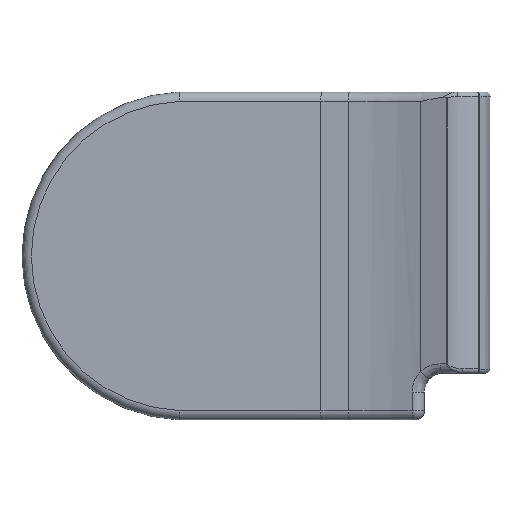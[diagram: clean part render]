
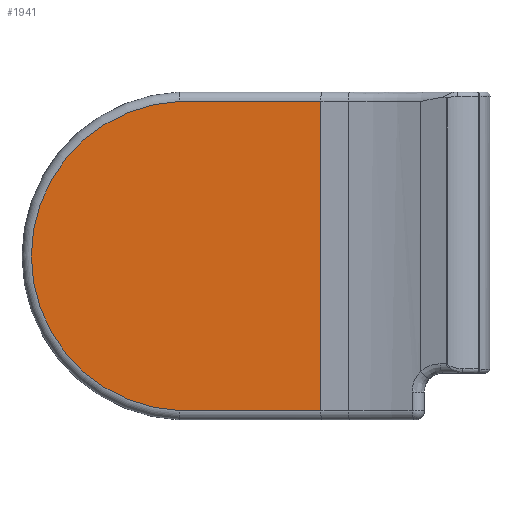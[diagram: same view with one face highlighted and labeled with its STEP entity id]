
A CAD part, left-side view. The second image highlights one B-rep face of the part: STEP entity #1941.
In plain terms, the highlighted planar face has unit normal (-1, 0, 0).
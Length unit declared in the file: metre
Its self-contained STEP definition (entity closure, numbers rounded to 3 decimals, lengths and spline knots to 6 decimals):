
#151=PLANE('',#2134);
#205=CIRCLE('',#2135,0.016515);
#447=ORIENTED_EDGE('',*,*,#1034,.T.);
#448=ORIENTED_EDGE('',*,*,#1035,.T.);
#449=ORIENTED_EDGE('',*,*,#1036,.F.);
#450=ORIENTED_EDGE('',*,*,#1037,.T.);
#1034=EDGE_CURVE('',#1324,#1325,#205,.T.);
#1035=EDGE_CURVE('',#1325,#1326,#1446,.F.);
#1036=EDGE_CURVE('',#1327,#1326,#1447,.T.);
#1037=EDGE_CURVE('',#1327,#1324,#1448,.T.);
#1324=VERTEX_POINT('',#3363);
#1325=VERTEX_POINT('',#3364);
#1326=VERTEX_POINT('',#3366);
#1327=VERTEX_POINT('',#3368);
#1446=LINE('',#3365,#1549);
#1447=LINE('',#3367,#1550);
#1448=LINE('',#3369,#1551);
#1549=VECTOR('',#2529,1.);
#1550=VECTOR('',#2530,1.);
#1551=VECTOR('',#2531,1.);
#1627=EDGE_LOOP('',(#447,#448,#449,#450));
#1761=FACE_BOUND('',#1627,.T.);
#1941=ADVANCED_FACE('',(#1761),#151,.T.);
#2134=AXIS2_PLACEMENT_3D('',#3361,#2525,#2526);
#2135=AXIS2_PLACEMENT_3D('',#3362,#2527,#2528);
#2525=DIRECTION('',(-1.,0.,0.));
#2526=DIRECTION('',(0.,-1.,0.));
#2527=DIRECTION('',(-1.,0.,0.));
#2528=DIRECTION('',(0.,-1.,0.));
#2529=DIRECTION('',(0.,1.,0.));
#2530=DIRECTION('',(0.,0.,-1.));
#2531=DIRECTION('',(0.,1.,0.));
#3361=CARTESIAN_POINT('',(-0.003626,0.028383,0.035));
#3362=CARTESIAN_POINT('',(-0.003626,0.025635,0.0175));
#3363=CARTESIAN_POINT('',(-0.003626,0.026339,0.034));
#3364=CARTESIAN_POINT('',(-0.003626,0.026339,0.001));
#3365=CARTESIAN_POINT('',(-0.003626,0.011244,0.001));
#3366=CARTESIAN_POINT('',(-0.003626,0.011244,0.001));
#3367=CARTESIAN_POINT('',(-0.003626,0.011244,0.035));
#3368=CARTESIAN_POINT('',(-0.003626,0.011244,0.034));
#3369=CARTESIAN_POINT('',(-0.003626,0.028383,0.034));
